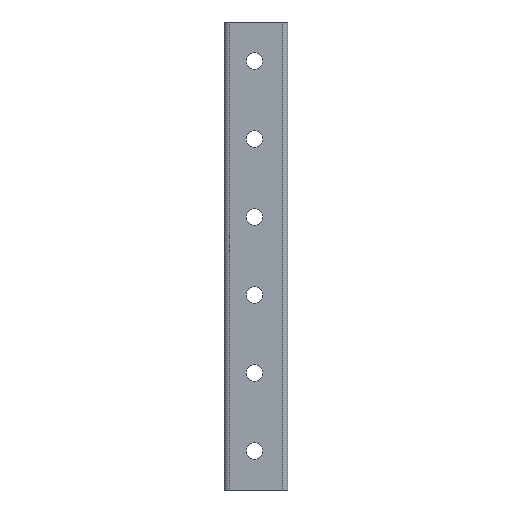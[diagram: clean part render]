
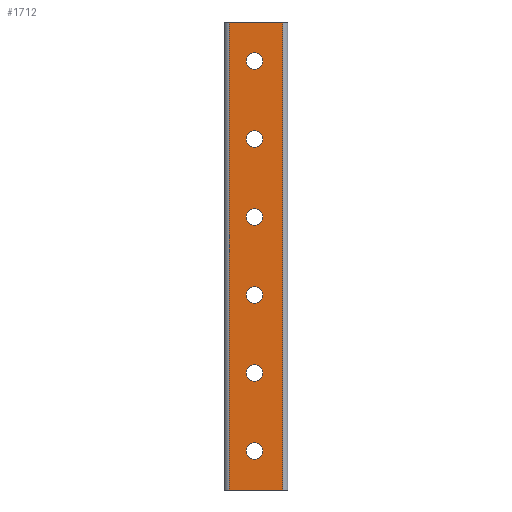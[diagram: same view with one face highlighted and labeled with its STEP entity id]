
A CAD part, left-side view. The second image highlights one B-rep face of the part: STEP entity #1712.
In plain terms, the highlighted planar face has unit normal (-1, 0, 0).
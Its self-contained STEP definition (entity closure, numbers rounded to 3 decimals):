
#146 = LINE ( 'NONE', #1927, #193 ) ;
#147 = CIRCLE ( 'NONE', #1354, 5.25 ) ;
#148 = LINE ( 'NONE', #1869, #242 ) ;
#149 = CIRCLE ( 'NONE', #1358, 5.25 ) ;
#150 = VECTOR ( 'NONE', #1796, 1000. ) ;
#193 = VECTOR ( 'NONE', #1936, 1000. ) ;
#194 = VECTOR ( 'NONE', #1791, 1000. ) ;
#195 = LINE ( 'NONE', #1862, #194 ) ;
#196 = CIRCLE ( 'NONE', #1356, 5.25 ) ;
#197 = CIRCLE ( 'NONE', #1355, 5.25 ) ;
#242 = VECTOR ( 'NONE', #1921, 1000. ) ;
#244 = CIRCLE ( 'NONE', #1357, 5.25 ) ;
#246 = LINE ( 'NONE', #1798, #150 ) ;
#247 = CIRCLE ( 'NONE', #1359, 5.25 ) ;
#262 = VERTEX_POINT ( 'NONE', #539 ) ;
#290 = ORIENTED_EDGE ( 'NONE', *, *, #1525, .F. ) ;
#291 = ORIENTED_EDGE ( 'NONE', *, *, #1521, .F. ) ;
#310 = VERTEX_POINT ( 'NONE', #533 ) ;
#312 = VERTEX_POINT ( 'NONE', #545 ) ;
#339 = ORIENTED_EDGE ( 'NONE', *, *, #1515, .T. ) ;
#340 = ORIENTED_EDGE ( 'NONE', *, *, #1518, .F. ) ;
#351 = VERTEX_POINT ( 'NONE', #559 ) ;
#475 = ORIENTED_EDGE ( 'NONE', *, *, #1523, .T. ) ;
#476 = ORIENTED_EDGE ( 'NONE', *, *, #1522, .F. ) ;
#478 = ORIENTED_EDGE ( 'NONE', *, *, #1517, .F. ) ;
#479 = ORIENTED_EDGE ( 'NONE', *, *, #1516, .F. ) ;
#480 = ORIENTED_EDGE ( 'NONE', *, *, #1524, .T. ) ;
#483 = ORIENTED_EDGE ( 'NONE', *, *, #1519, .F. ) ;
#533 = CARTESIAN_POINT ( 'NONE',  ( -20.5, 3.5, -150. ) ) ;
#539 = CARTESIAN_POINT ( 'NONE',  ( -20.5, 3.5, 150. ) ) ;
#545 = CARTESIAN_POINT ( 'NONE',  ( -20.5, 37.5, -150. ) ) ;
#559 = CARTESIAN_POINT ( 'NONE',  ( -20.5, 37.5, 150. ) ) ;
#783 = FACE_BOUND ( 'NONE', #981, .T. ) ;
#785 = FACE_BOUND ( 'NONE', #996, .T. ) ;
#831 = FACE_BOUND ( 'NONE', #994, .T. ) ;
#832 = FACE_BOUND ( 'NONE', #995, .T. ) ;
#880 = FACE_OUTER_BOUND ( 'NONE', #991, .T. ) ;
#882 = FACE_BOUND ( 'NONE', #984, .T. ) ;
#884 = FACE_BOUND ( 'NONE', #983, .T. ) ;
#981 = EDGE_LOOP ( 'NONE', ( #478 ) ) ;
#983 = EDGE_LOOP ( 'NONE', ( #479 ) ) ;
#984 = EDGE_LOOP ( 'NONE', ( #340 ) ) ;
#991 = EDGE_LOOP ( 'NONE', ( #475, #339, #480, #290 ) ) ;
#994 = EDGE_LOOP ( 'NONE', ( #476 ) ) ;
#995 = EDGE_LOOP ( 'NONE', ( #291 ) ) ;
#996 = EDGE_LOOP ( 'NONE', ( #483 ) ) ;
#1116 = PLANE ( 'NONE',  #1316 ) ;
#1117 = CARTESIAN_POINT ( 'NONE',  ( -20.5, 37.5, 1500. ) ) ;
#1121 = DIRECTION ( 'NONE',  ( 1., 0., 0. ) ) ;
#1126 = CARTESIAN_POINT ( 'NONE',  ( -20.5, 16.25, 25. ) ) ;
#1128 = CARTESIAN_POINT ( 'NONE',  ( -20.5, 16.25, -25. ) ) ;
#1130 = CARTESIAN_POINT ( 'NONE',  ( -20.5, 16.25, -75. ) ) ;
#1132 = CARTESIAN_POINT ( 'NONE',  ( -20.5, 16.25, -125. ) ) ;
#1232 = CARTESIAN_POINT ( 'NONE',  ( -20.5, 16.25, 125. ) ) ;
#1233 = CARTESIAN_POINT ( 'NONE',  ( -20.5, 16.25, 75. ) ) ;
#1316 = AXIS2_PLACEMENT_3D ( 'NONE', #1117, #1121, #1964 ) ;
#1354 = AXIS2_PLACEMENT_3D ( 'NONE', #1837, #1797, #1793 ) ;
#1355 = AXIS2_PLACEMENT_3D ( 'NONE', #1834, #1828, #1801 ) ;
#1356 = AXIS2_PLACEMENT_3D ( 'NONE', #1898, #1827, #1841 ) ;
#1357 = AXIS2_PLACEMENT_3D ( 'NONE', #1822, #1895, #1891 ) ;
#1358 = AXIS2_PLACEMENT_3D ( 'NONE', #1926, #1923, #1896 ) ;
#1359 = AXIS2_PLACEMENT_3D ( 'NONE', #1907, #1774, #1772 ) ;
#1515 = EDGE_CURVE ( 'NONE', #351, #312, #246, .T. ) ;
#1516 = EDGE_CURVE ( 'NONE', #2200, #2200, #247, .T. ) ;
#1517 = EDGE_CURVE ( 'NONE', #2244, #2244, #149, .T. ) ;
#1518 = EDGE_CURVE ( 'NONE', #2288, #2288, #244, .T. ) ;
#1519 = EDGE_CURVE ( 'NONE', #2199, #2199, #196, .T. ) ;
#1521 = EDGE_CURVE ( 'NONE', #2243, #2243, #197, .T. ) ;
#1522 = EDGE_CURVE ( 'NONE', #2287, #2287, #147, .T. ) ;
#1523 = EDGE_CURVE ( 'NONE', #262, #351, #195, .T. ) ;
#1524 = EDGE_CURVE ( 'NONE', #312, #310, #148, .T. ) ;
#1525 = EDGE_CURVE ( 'NONE', #262, #310, #146, .T. ) ;
#1712 = ADVANCED_FACE ( 'NONE', ( #884, #783, #882, #785, #832, #831, #880 ), #1116, .F. ) ;
#1772 = DIRECTION ( 'NONE',  ( 0., -1., 0. ) ) ;
#1774 = DIRECTION ( 'NONE',  ( -1., 0., 0. ) ) ;
#1791 = DIRECTION ( 'NONE',  ( 0., 1., 0. ) ) ;
#1793 = DIRECTION ( 'NONE',  ( 0., -1., 0. ) ) ;
#1796 = DIRECTION ( 'NONE',  ( 0., 0., -1. ) ) ;
#1797 = DIRECTION ( 'NONE',  ( -1., 0., 0. ) ) ;
#1798 = CARTESIAN_POINT ( 'NONE',  ( -20.5, 37.5, 1500. ) ) ;
#1801 = DIRECTION ( 'NONE',  ( 0., -1., 0. ) ) ;
#1822 = CARTESIAN_POINT ( 'NONE',  ( -20.5, 21.5, -25. ) ) ;
#1827 = DIRECTION ( 'NONE',  ( -1., 0., 0. ) ) ;
#1828 = DIRECTION ( 'NONE',  ( -1., 0., 0. ) ) ;
#1834 = CARTESIAN_POINT ( 'NONE',  ( -20.5, 21.5, 75. ) ) ;
#1837 = CARTESIAN_POINT ( 'NONE',  ( -20.5, 21.5, 125. ) ) ;
#1841 = DIRECTION ( 'NONE',  ( 0., -1., 0. ) ) ;
#1862 = CARTESIAN_POINT ( 'NONE',  ( -20.5, 41., 150. ) ) ;
#1869 = CARTESIAN_POINT ( 'NONE',  ( -20.5, 41., -150. ) ) ;
#1891 = DIRECTION ( 'NONE',  ( 0., -1., 0. ) ) ;
#1895 = DIRECTION ( 'NONE',  ( -1., 0., 0. ) ) ;
#1896 = DIRECTION ( 'NONE',  ( 0., -1., 0. ) ) ;
#1898 = CARTESIAN_POINT ( 'NONE',  ( -20.5, 21.5, 25. ) ) ;
#1907 = CARTESIAN_POINT ( 'NONE',  ( -20.5, 21.5, -125. ) ) ;
#1921 = DIRECTION ( 'NONE',  ( 0., -1., 0. ) ) ;
#1923 = DIRECTION ( 'NONE',  ( -1., 0., 0. ) ) ;
#1926 = CARTESIAN_POINT ( 'NONE',  ( -20.5, 21.5, -75. ) ) ;
#1927 = CARTESIAN_POINT ( 'NONE',  ( -20.5, 3.5, 1500. ) ) ;
#1936 = DIRECTION ( 'NONE',  ( 0., 0., -1. ) ) ;
#1964 = DIRECTION ( 'NONE',  ( 0., 1., 0. ) ) ;
#2199 = VERTEX_POINT ( 'NONE', #1126 ) ;
#2200 = VERTEX_POINT ( 'NONE', #1132 ) ;
#2243 = VERTEX_POINT ( 'NONE', #1233 ) ;
#2244 = VERTEX_POINT ( 'NONE', #1130 ) ;
#2287 = VERTEX_POINT ( 'NONE', #1232 ) ;
#2288 = VERTEX_POINT ( 'NONE', #1128 ) ;
